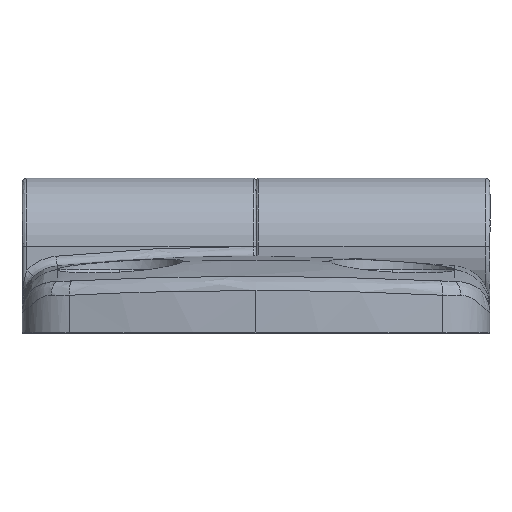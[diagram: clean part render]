
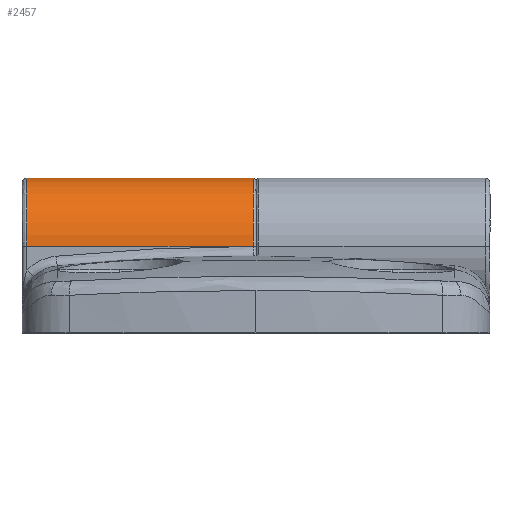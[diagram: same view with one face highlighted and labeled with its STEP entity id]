
A CAD part, top view. The second image highlights one B-rep face of the part: STEP entity #2457.
In plain terms, the highlighted cylindrical face has radius 7 mm (diameter 14 mm), a partial arc.
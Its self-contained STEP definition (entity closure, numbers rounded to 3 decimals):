
#221 = EDGE_CURVE ( 'NONE', #1000, #1575, #554, .T. ) ;
#249 = ORIENTED_EDGE ( 'NONE', *, *, #990, .T. ) ;
#392 = FACE_OUTER_BOUND ( 'NONE', #1991, .T. ) ;
#554 = LINE ( 'NONE', #2477, #5005 ) ;
#653 = ORIENTED_EDGE ( 'NONE', *, *, #221, .F. ) ;
#803 = CIRCLE ( 'NONE', #1460, 7. ) ;
#990 = EDGE_CURVE ( 'NONE', #3241, #3100, #3700, .T. ) ;
#1000 = VERTEX_POINT ( 'NONE', #6014 ) ;
#1145 = CARTESIAN_POINT ( 'NONE',  ( 23.5, 8.9, 0. ) ) ;
#1460 = AXIS2_PLACEMENT_3D ( 'NONE', #1145, #4536, #3590 ) ;
#1575 = VERTEX_POINT ( 'NONE', #6231 ) ;
#1600 = CYLINDRICAL_SURFACE ( 'NONE', #4621, 7. ) ;
#1984 = CIRCLE ( 'NONE', #4345, 7. ) ;
#1991 = EDGE_LOOP ( 'NONE', ( #653, #4859, #249, #5744 ) ) ;
#2253 = VECTOR ( 'NONE', #2627, 1000. ) ;
#2303 = DIRECTION ( 'NONE',  ( 0., 0., -1. ) ) ;
#2457 = ADVANCED_FACE ( 'NONE', ( #392 ), #1600, .T. ) ;
#2477 = CARTESIAN_POINT ( 'NONE',  ( 24., 8.9, 7. ) ) ;
#2527 = DIRECTION ( 'NONE',  ( -1., 0., 0. ) ) ;
#2627 = DIRECTION ( 'NONE',  ( -1., 0., 0. ) ) ;
#2836 = CARTESIAN_POINT ( 'NONE',  ( 0.3, 8.9, 0. ) ) ;
#2885 = CARTESIAN_POINT ( 'NONE',  ( 0.3, 8.9, -7. ) ) ;
#3100 = VERTEX_POINT ( 'NONE', #2885 ) ;
#3241 = VERTEX_POINT ( 'NONE', #4808 ) ;
#3590 = DIRECTION ( 'NONE',  ( 0., 0., 1. ) ) ;
#3700 = LINE ( 'NONE', #5525, #2253 ) ;
#3790 = DIRECTION ( 'NONE',  ( -1., 0., 0. ) ) ;
#4177 = EDGE_CURVE ( 'NONE', #3241, #1000, #803, .T. ) ;
#4345 = AXIS2_PLACEMENT_3D ( 'NONE', #2836, #3790, #2303 ) ;
#4445 = DIRECTION ( 'NONE',  ( -1., 0., 0. ) ) ;
#4536 = DIRECTION ( 'NONE',  ( 1., 0., 0. ) ) ;
#4621 = AXIS2_PLACEMENT_3D ( 'NONE', #5317, #4445, #5848 ) ;
#4684 = EDGE_CURVE ( 'NONE', #1575, #3100, #1984, .T. ) ;
#4808 = CARTESIAN_POINT ( 'NONE',  ( 23.5, 8.9, -7. ) ) ;
#4859 = ORIENTED_EDGE ( 'NONE', *, *, #4177, .F. ) ;
#5005 = VECTOR ( 'NONE', #2527, 1000. ) ;
#5317 = CARTESIAN_POINT ( 'NONE',  ( 24., 8.9, 0. ) ) ;
#5525 = CARTESIAN_POINT ( 'NONE',  ( 24., 8.9, -7. ) ) ;
#5744 = ORIENTED_EDGE ( 'NONE', *, *, #4684, .F. ) ;
#5848 = DIRECTION ( 'NONE',  ( 0., 0., 1. ) ) ;
#6014 = CARTESIAN_POINT ( 'NONE',  ( 23.5, 8.9, 7. ) ) ;
#6231 = CARTESIAN_POINT ( 'NONE',  ( 0.3, 8.9, 7. ) ) ;
